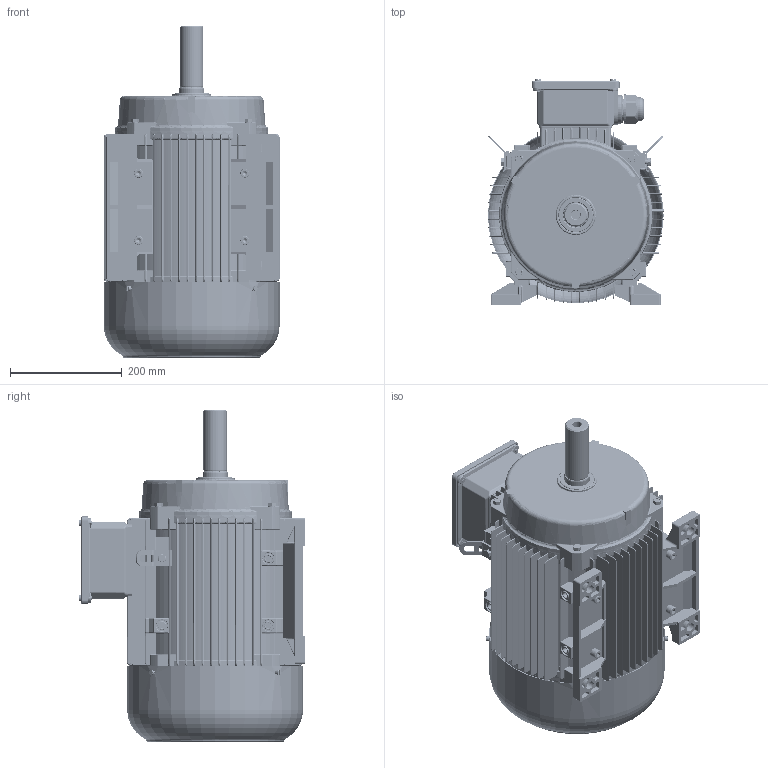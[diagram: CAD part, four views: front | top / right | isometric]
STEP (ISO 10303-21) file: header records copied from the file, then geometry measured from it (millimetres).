
FILE_DESCRIPTION(/* description */ (''),/* implementation_level */ '2;1');
FILE_NAME(/* name */ 'JL3-160M-B3.stp',/* time_stamp */ '2017-09-21T08:58:54+08:00',/* author */ (''),/* organization */ (''),/* preprocessor_version */ 'ST-DEVELOPER v16',/* originating_system */ 'SIEMENS PLM Software NX 10.0',/* authorisation */ '');
FILE_SCHEMA (('CONFIG_CONTROL_DESIGN'));
Length unit declared in the file: millimetre
Products named in the file (1): JL3-160M-B3
Bounding box: 315 x 402.7 x 592.99 mm (x, y, z)
Volume: 6699143.5 mm3; surface area: 2572141.9 mm2
Topology: 67 solids, 67 shells, 8505 faces, 21967 edges, 13865 vertices
Faces by surface type: plane 3941, cylinder 2095, bspline 1203, torus 756, sphere 257, cone 253
Full cylindrical faces by diameter (mm): 4.48 x5, 5 x5, 5.3 x5, 5.35 x4, 6 x4, 7.188 x8, 8 x11, 8.58 x2, 9.1 x8, 10 x9, 12.1 x2, 14.785 x2, 16 x5, 27.5 x1, 32.5 x3, 37.5 x5, 38.2 x1, 38.75 x6, 40 x7, 41.25 x6, 43 x1, 43.125 x1, 45 x2, 52 x1, 53.125 x1, 62 x3, 65 x1, 66 x1, 235 x1, 311 x1
Entity records: 310733 total; most frequent: CARTESIAN_POINT 115925, ORIENTED_EDGE 43180, DIRECTION 35917, EDGE_CURVE 21590, VERTEX_POINT 13731, LINE 12037, VECTOR 12037, AXIS2_PLACEMENT_3D 11940
